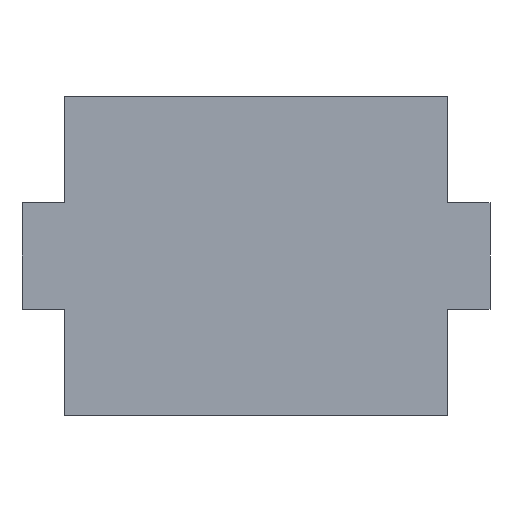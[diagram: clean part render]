
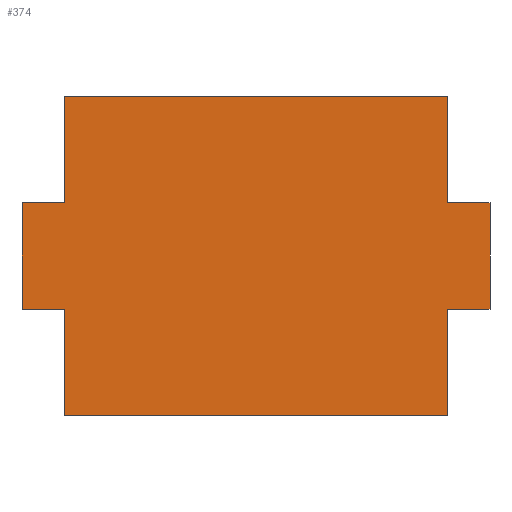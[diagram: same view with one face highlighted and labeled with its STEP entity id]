
A CAD part, front view. The second image highlights one B-rep face of the part: STEP entity #374.
In plain terms, the highlighted planar face has unit normal (0, -1, 0).
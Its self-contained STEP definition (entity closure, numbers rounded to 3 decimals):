
#2 = CARTESIAN_POINT ( 'NONE',  ( 0., -2., 0. ) ) ;
#6 = LINE ( 'NONE', #277, #267 ) ;
#7 = ORIENTED_EDGE ( 'NONE', *, *, #157, .F. ) ;
#9 = DIRECTION ( 'NONE',  ( -1., 0., 0. ) ) ;
#11 = LINE ( 'NONE', #424, #67 ) ;
#20 = DIRECTION ( 'NONE',  ( 0., 0., -1. ) ) ;
#23 = VECTOR ( 'NONE', #491, 1000. ) ;
#34 = VERTEX_POINT ( 'NONE', #317 ) ;
#39 = CARTESIAN_POINT ( 'NONE',  ( -18., -2., 15. ) ) ;
#42 = ORIENTED_EDGE ( 'NONE', *, *, #80, .F. ) ;
#48 = VERTEX_POINT ( 'NONE', #129 ) ;
#51 = CARTESIAN_POINT ( 'NONE',  ( -18., -2., 5. ) ) ;
#53 = ORIENTED_EDGE ( 'NONE', *, *, #172, .F. ) ;
#58 = CARTESIAN_POINT ( 'NONE',  ( 22., -2., -5. ) ) ;
#59 = LINE ( 'NONE', #208, #61 ) ;
#61 = VECTOR ( 'NONE', #487, 1000. ) ;
#67 = VECTOR ( 'NONE', #422, 1000. ) ;
#69 = CARTESIAN_POINT ( 'NONE',  ( 18., -2., 15. ) ) ;
#70 = CARTESIAN_POINT ( 'NONE',  ( -18., -2., 15. ) ) ;
#80 = EDGE_CURVE ( 'NONE', #469, #87, #400, .T. ) ;
#82 = DIRECTION ( 'NONE',  ( 0., 0., 1. ) ) ;
#87 = VERTEX_POINT ( 'NONE', #327 ) ;
#95 = EDGE_CURVE ( 'NONE', #87, #134, #59, .T. ) ;
#100 = LINE ( 'NONE', #449, #120 ) ;
#107 = EDGE_LOOP ( 'NONE', ( #139, #7, #53, #203, #42, #154, #282, #359, #475, #173, #494, #310 ) ) ;
#118 = FACE_OUTER_BOUND ( 'NONE', #107, .T. ) ;
#119 = VECTOR ( 'NONE', #303, 1000. ) ;
#120 = VECTOR ( 'NONE', #219, 1000. ) ;
#129 = CARTESIAN_POINT ( 'NONE',  ( -22., -2., -5. ) ) ;
#134 = VERTEX_POINT ( 'NONE', #372 ) ;
#136 = DIRECTION ( 'NONE',  ( 0., 0., -1. ) ) ;
#139 = ORIENTED_EDGE ( 'NONE', *, *, #397, .F. ) ;
#140 = EDGE_CURVE ( 'NONE', #147, #369, #452, .T. ) ;
#147 = VERTEX_POINT ( 'NONE', #69 ) ;
#149 = LINE ( 'NONE', #298, #450 ) ;
#154 = ORIENTED_EDGE ( 'NONE', *, *, #261, .F. ) ;
#157 = EDGE_CURVE ( 'NONE', #181, #34, #380, .T. ) ;
#163 = VERTEX_POINT ( 'NONE', #342 ) ;
#172 = EDGE_CURVE ( 'NONE', #134, #181, #100, .T. ) ;
#173 = ORIENTED_EDGE ( 'NONE', *, *, #264, .F. ) ;
#179 = CARTESIAN_POINT ( 'NONE',  ( 18., -2., 15. ) ) ;
#181 = VERTEX_POINT ( 'NONE', #222 ) ;
#182 = CARTESIAN_POINT ( 'NONE',  ( 0., -2., -15. ) ) ;
#185 = VECTOR ( 'NONE', #136, 1000. ) ;
#187 = DIRECTION ( 'NONE',  ( 0., 1., 0. ) ) ;
#190 = VECTOR ( 'NONE', #9, 1000. ) ;
#191 = LINE ( 'NONE', #349, #190 ) ;
#193 = EDGE_CURVE ( 'NONE', #299, #147, #301, .T. ) ;
#197 = CARTESIAN_POINT ( 'NONE',  ( -18., -2., -15. ) ) ;
#203 = ORIENTED_EDGE ( 'NONE', *, *, #95, .F. ) ;
#208 = CARTESIAN_POINT ( 'NONE',  ( 18., -2., -5. ) ) ;
#219 = DIRECTION ( 'NONE',  ( 0., 0., -1. ) ) ;
#222 = CARTESIAN_POINT ( 'NONE',  ( 18., -2., -15. ) ) ;
#224 = DIRECTION ( 'NONE',  ( 1., 0., 0. ) ) ;
#233 = CARTESIAN_POINT ( 'NONE',  ( -22., -2., 5. ) ) ;
#248 = EDGE_CURVE ( 'NONE', #48, #306, #416, .T. ) ;
#258 = VECTOR ( 'NONE', #263, 1000. ) ;
#261 = EDGE_CURVE ( 'NONE', #369, #469, #149, .T. ) ;
#263 = DIRECTION ( 'NONE',  ( -1., 0., 0. ) ) ;
#264 = EDGE_CURVE ( 'NONE', #306, #484, #11, .T. ) ;
#267 = VECTOR ( 'NONE', #82, 1000. ) ;
#273 = CARTESIAN_POINT ( 'NONE',  ( 18., -2., 5. ) ) ;
#275 = CARTESIAN_POINT ( 'NONE',  ( 22., -2., 5. ) ) ;
#277 = CARTESIAN_POINT ( 'NONE',  ( -18., -2., 15. ) ) ;
#282 = ORIENTED_EDGE ( 'NONE', *, *, #140, .F. ) ;
#298 = CARTESIAN_POINT ( 'NONE',  ( 18., -2., 5. ) ) ;
#299 = VERTEX_POINT ( 'NONE', #39 ) ;
#301 = LINE ( 'NONE', #70, #341 ) ;
#303 = DIRECTION ( 'NONE',  ( 0., 0., 1. ) ) ;
#306 = VERTEX_POINT ( 'NONE', #233 ) ;
#310 = ORIENTED_EDGE ( 'NONE', *, *, #382, .F. ) ;
#317 = CARTESIAN_POINT ( 'NONE',  ( -18., -2., -15. ) ) ;
#321 = EDGE_CURVE ( 'NONE', #484, #299, #6, .T. ) ;
#327 = CARTESIAN_POINT ( 'NONE',  ( 22., -2., -5. ) ) ;
#339 = CARTESIAN_POINT ( 'NONE',  ( -22., -2., -5. ) ) ;
#341 = VECTOR ( 'NONE', #224, 1000. ) ;
#342 = CARTESIAN_POINT ( 'NONE',  ( -18., -2., -5. ) ) ;
#349 = CARTESIAN_POINT ( 'NONE',  ( -18., -2., -5. ) ) ;
#359 = ORIENTED_EDGE ( 'NONE', *, *, #193, .F. ) ;
#369 = VERTEX_POINT ( 'NONE', #273 ) ;
#372 = CARTESIAN_POINT ( 'NONE',  ( 18., -2., -5. ) ) ;
#374 = ADVANCED_FACE ( 'NONE', ( #118 ), #432, .F. ) ;
#380 = LINE ( 'NONE', #182, #258 ) ;
#382 = EDGE_CURVE ( 'NONE', #163, #48, #191, .T. ) ;
#392 = DIRECTION ( 'NONE',  ( 0., 0., 1. ) ) ;
#397 = EDGE_CURVE ( 'NONE', #34, #163, #429, .T. ) ;
#400 = LINE ( 'NONE', #58, #481 ) ;
#403 = AXIS2_PLACEMENT_3D ( 'NONE', #2, #187, #392 ) ;
#416 = LINE ( 'NONE', #339, #23 ) ;
#422 = DIRECTION ( 'NONE',  ( 1., 0., 0. ) ) ;
#424 = CARTESIAN_POINT ( 'NONE',  ( -18., -2., 5. ) ) ;
#429 = LINE ( 'NONE', #197, #119 ) ;
#432 = PLANE ( 'NONE',  #403 ) ;
#449 = CARTESIAN_POINT ( 'NONE',  ( 18., -2., -15. ) ) ;
#450 = VECTOR ( 'NONE', #456, 1000. ) ;
#452 = LINE ( 'NONE', #179, #185 ) ;
#456 = DIRECTION ( 'NONE',  ( 1., 0., 0. ) ) ;
#469 = VERTEX_POINT ( 'NONE', #275 ) ;
#475 = ORIENTED_EDGE ( 'NONE', *, *, #321, .F. ) ;
#481 = VECTOR ( 'NONE', #20, 1000. ) ;
#484 = VERTEX_POINT ( 'NONE', #51 ) ;
#487 = DIRECTION ( 'NONE',  ( -1., 0., 0. ) ) ;
#491 = DIRECTION ( 'NONE',  ( 0., 0., 1. ) ) ;
#494 = ORIENTED_EDGE ( 'NONE', *, *, #248, .F. ) ;
